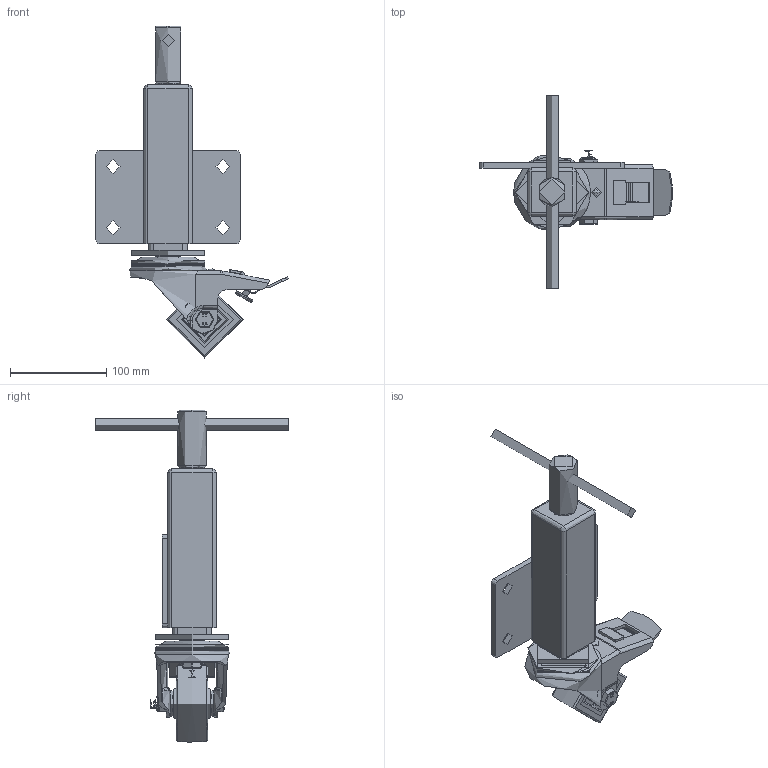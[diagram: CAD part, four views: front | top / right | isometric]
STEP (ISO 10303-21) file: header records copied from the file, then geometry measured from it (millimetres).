
FILE_DESCRIPTION(/* description */ (''),/* implementation_level */ '2;1');
FILE_NAME(/* name */ 'JAZ80NPSWB.step',/* time_stamp */ '2024-08-30T15:36:26+01:00',/* author */ (''),/* organization */ (''),/* preprocessor_version */ 'ST-DEVELOPER v20',/* originating_system */ 'Autodesk Translation Framework v13.14.0.145',/* authorisation */ '');
FILE_SCHEMA (('AUTOMOTIVE_DESIGN { 1 0 10303 214 3 1 1 }'));
Products named in the file (44): JAZ80NPSWB; BZH80ASBH12SWB v1; ZINC PLATED, PRESSED STEEL TOP PLATE; ZINC PLATED, PRESSED STEEL FORKS; ZINC PLATED, PRESSED STEEL FORKS Geometry; Pattern; Component1; BOLT; NUT; BEARING SEAL; ZINC PLATED PRESSED STEEL BRAKE PEDAL; BRAKE PAD; BRAKE PAD Geometry; BRAKE BOLT; JAZM12 v2; ZINC PLATED BOX JACKING UNIT; BACK PLATE; MAIN BODY; BASE; INNER TUBE; TOP; BZMM80WNPRB v1; POLYURETHANE TYRE; NYLON RIM; NYLON RIM Geometry; CAP; ROLLER BEARING; CAGE; ribs; Component2; TUBEM12X46X10 v1; ZINC PLATED AXLE TUBE; HEXBOLTM10X70Z8.8 v2; GRADE 8.8 THREADED ZINC PLATED BOLT; NYLOCM10Z v1; NYLOC NUT; RUBBER; NUT (1); WASHER2966302 v1; SPRING WASHER ...
Assembly tree (65 placements, depth 5):
  JAZ80NPSWB
    BZH80ASBH12SWB v1
      ZINC PLATED, PRESSED STEEL TOP PLATE
      ZINC PLATED, PRESSED STEEL FORKS
        ZINC PLATED, PRESSED STEEL FORKS Geometry
        Pattern
          Component1  x16
        BOLT
        NUT
      BEARING SEAL
      ZINC PLATED PRESSED STEEL BRAKE PEDAL
      BRAKE PAD
        BRAKE PAD Geometry
        BRAKE BOLT
    JAZM12 v2
      ZINC PLATED BOX JACKING UNIT
        BACK PLATE
        MAIN BODY
        BASE
        INNER TUBE
        TOP
    BZMM80WNPRB v1
      POLYURETHANE TYRE
      NYLON RIM
        NYLON RIM Geometry
        CAP
      ROLLER BEARING
        CAGE
        ribs
          Component2  x8
    TUBEM12X46X10 v1
      ZINC PLATED AXLE TUBE
    HEXBOLTM10X70Z8.8 v2
      GRADE 8.8 THREADED ZINC PLATED BOLT
    NYLOCM10Z v1
      NYLOC NUT
        RUBBER
        NUT (1)
    WASHER2966302 v1
      SPRING WASHER
    NM12JAZ v1
      ZINC PLATED NUT
    A005238 - JAZBAR v1
      A005238
Bounding box: 199.72 x 200 x 344.41 mm (x, y, z)
Volume: 621246.2 mm3; surface area: 314284.2 mm2
Topology: 48 solids, 48 shells, 1105 faces, 2925 edges, 1893 vertices
Faces by surface type: plane 484, cylinder 441, bspline 90, sphere 45, torus 32, cone 13
Full cylindrical faces by diameter (mm): 3.75 x8, 6 x6, 8.141 x18, 9.836 x21, 9.85 x19, 10 x4, 10.2 x2, 11.834 x22, 11.95 x1, 12 x3, 12.2 x1, 12.5 x3, 13 x2, 14.5 x4, 15.1 x1, 16 x2, 19.5 x1, 20 x44, 20.8 x1, 22 x1, 22.3 x1, 22.5 x1, 24 x1, 25 x45, 26.25 x2, 30 x1, 35 x1, 58 x1, 59 x3, 66 x1
Entity records: 98512 total; most frequent: CARTESIAN_POINT 71131, ORIENTED_EDGE 5704, DIRECTION 5222, EDGE_CURVE 2852, AXIS2_PLACEMENT_3D 1887, VERTEX_POINT 1849, LINE 1448, VECTOR 1448
